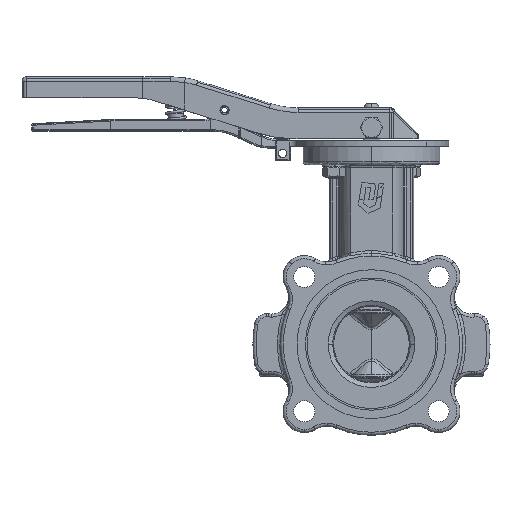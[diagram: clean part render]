
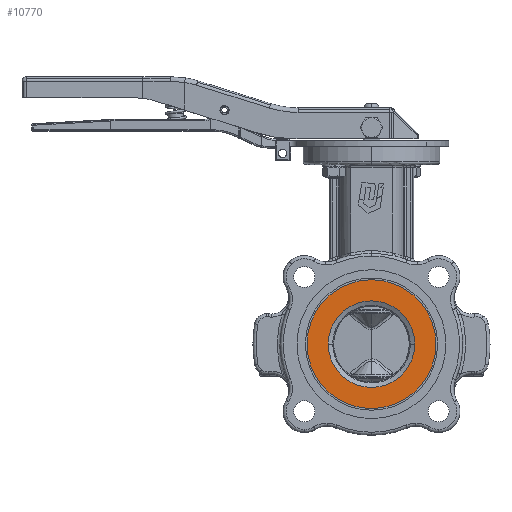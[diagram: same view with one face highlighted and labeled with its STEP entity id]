
A CAD part, left-side view. The second image highlights one B-rep face of the part: STEP entity #10770.
In plain terms, the highlighted planar face has unit normal (-1, 0, 0).
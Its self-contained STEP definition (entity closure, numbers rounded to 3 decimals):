
#7963=CARTESIAN_POINT('',(-21.6,-42.4,0.));
#7964=VERTEX_POINT('',#7963);
#7965=CARTESIAN_POINT('',(-21.6,42.4,-0.));
#7966=VERTEX_POINT('',#7965);
#7967=CARTESIAN_POINT('',(-21.6,-0.,0.));
#7968=DIRECTION('',(1.,-0.,0.));
#7969=DIRECTION('',(-0.,-1.,0.));
#7970=AXIS2_PLACEMENT_3D('',#7967,#7968,#7969);
#7971=CIRCLE('',#7970,42.4);
#7972=EDGE_CURVE('NONE',#7964,#7966,#7971,.T.);
#8496=CARTESIAN_POINT('',(-21.6,28.464,0.));
#8497=VERTEX_POINT('',#8496);
#8504=CARTESIAN_POINT('',(-21.6,-28.464,-0.));
#8505=VERTEX_POINT('',#8504);
#8506=CARTESIAN_POINT('',(-21.6,-0.,0.));
#8507=DIRECTION('',(1.,-0.,-0.));
#8508=DIRECTION('',(-0.,-1.,0.));
#8509=AXIS2_PLACEMENT_3D('',#8506,#8507,#8508);
#8510=CIRCLE('',#8509,28.464);
#8511=EDGE_CURVE('NONE',#8505,#8497,#8510,.T.);
#10328=CARTESIAN_POINT('',(-21.6,-0.,0.));
#10329=DIRECTION('',(1.,-0.,-0.));
#10330=DIRECTION('',(-0.,-1.,0.));
#10331=AXIS2_PLACEMENT_3D('',#10328,#10329,#10330);
#10332=CIRCLE('',#10331,28.464);
#10333=EDGE_CURVE('NONE',#8497,#8505,#10332,.T.);
#10616=CARTESIAN_POINT('',(-21.6,-0.,0.));
#10617=DIRECTION('',(1.,-0.,0.));
#10618=DIRECTION('',(-0.,-1.,0.));
#10619=AXIS2_PLACEMENT_3D('',#10616,#10617,#10618);
#10620=CIRCLE('',#10619,42.4);
#10621=EDGE_CURVE('NONE',#7966,#7964,#10620,.T.);
#10757=CARTESIAN_POINT('',(-21.6,-35.432,0.));
#10758=DIRECTION('',(-1.,0.,0.));
#10759=DIRECTION('',(0.,0.,-1.));
#10760=AXIS2_PLACEMENT_3D('',#10757,#10758,#10759);
#10761=PLANE('',#10760);
#10762=ORIENTED_EDGE('',*,*,#7972,.F.);
#10763=ORIENTED_EDGE('',*,*,#10621,.F.);
#10764=EDGE_LOOP('',(#10762,#10763));
#10765=FACE_BOUND('',#10764,.T.);
#10766=ORIENTED_EDGE('',*,*,#8511,.T.);
#10767=ORIENTED_EDGE('',*,*,#10333,.T.);
#10768=EDGE_LOOP('',(#10766,#10767));
#10769=FACE_BOUND('',#10768,.T.);
#10770=ADVANCED_FACE('NONE',(#10765,#10769),#10761,.T.);
